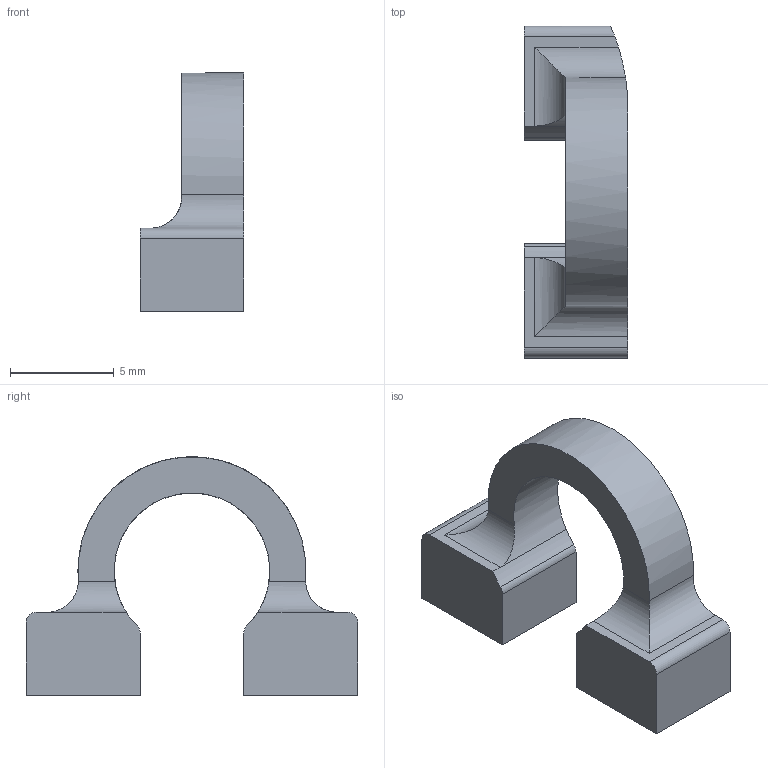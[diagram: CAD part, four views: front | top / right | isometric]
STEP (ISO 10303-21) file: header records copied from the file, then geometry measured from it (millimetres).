
FILE_DESCRIPTION(/* description */ (''),/* implementation_level */ '2;1');
FILE_NAME(/* name */ 'Suporte eixo traseiro esquerdo v2.step',/* time_stamp */ '2025-08-08T23:53:03-03:00',/* author */ (''),/* organization */ (''),/* preprocessor_version */ 'ST-DEVELOPER v20.1',/* originating_system */ 'Autodesk Translation Framework v14.10.0.0',/* authorisation */ '');
FILE_SCHEMA (('AUTOMOTIVE_DESIGN { 1 0 10303 214 3 1 1 }'));
Length unit declared in the file: millimetre
Products named in the file (1): Suporte eixo traseiro esquerdo
Bounding box: 5 x 16 x 11.5 mm (x, y, z)
Volume: 310.5 mm3; surface area: 437.2 mm2
Topology: 1 solids, 1 shells, 31 faces, 77 edges, 50 vertices
Faces by surface type: plane 16, cylinder 15
Full cylindrical faces by diameter (mm): 2 x2
Entity records: 1001 total; most frequent: CARTESIAN_POINT 205, DIRECTION 162, ORIENTED_EDGE 154, EDGE_CURVE 77, AXIS2_PLACEMENT_3D 58, VERTEX_POINT 50, LINE 46, VECTOR 46
